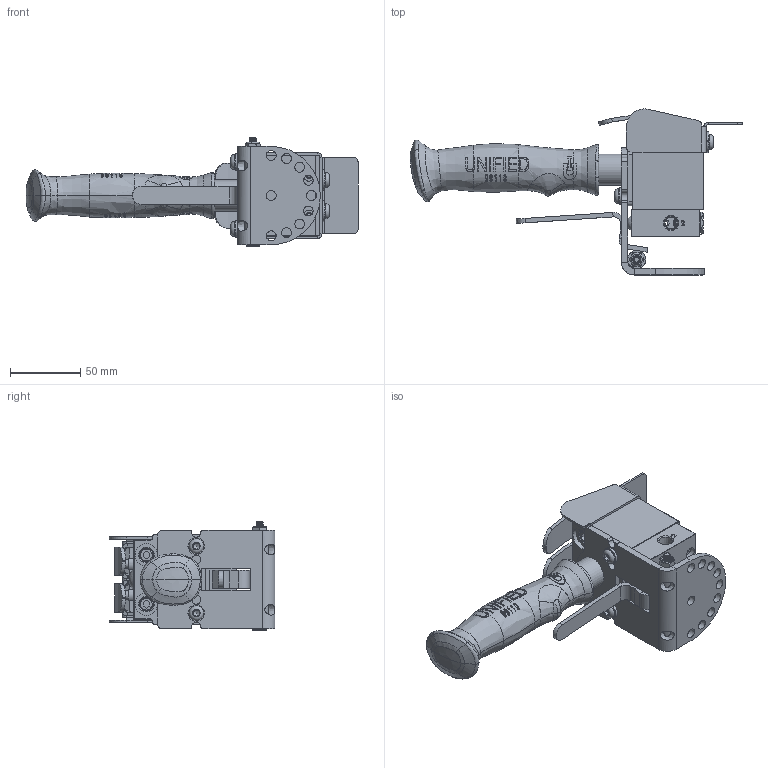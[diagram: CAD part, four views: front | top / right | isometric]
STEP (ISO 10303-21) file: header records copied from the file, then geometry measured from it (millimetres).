
FILE_DESCRIPTION(/* description */ (''),/* implementation_level */ '2;1');
FILE_NAME(/* name */ '79685.stp',/* time_stamp */ '2020-12-02T07:55:36-05:00',/* author */ ('mnhhw'),/* organization */ (''),/* preprocessor_version */ 'ST-DEVELOPER v17',/* originating_system */ 'Autodesk Inventor 2019',/* authorisation */ '');
FILE_SCHEMA (('AUTOMOTIVE_DESIGN { 1 0 10303 214 3 1 1 }'));
Products named in the file (1): 79685
Bounding box: 236.01 x 117.98 x 77.79 mm (x, y, z)
Volume: 203945.2 mm3; surface area: 128755 mm2
Topology: 27 solids, 38 shells, 1615 faces, 4343 edges, 2931 vertices
Faces by surface type: plane 936, bspline 336, cylinder 213, cone 112, torus 16, sphere 2
Full cylindrical faces by diameter (mm): 3.3 x4, 3.378 x1, 3.451 x6, 3.905 x1, 4.056 x4, 4.5 x4, 4.762 x3, 4.826 x9, 4.953 x4, 5 x4, 5.723 x1, 6 x4, 6.172 x2, 6.35 x11, 6.604 x3, 6.985 x10, 8 x4, 9.133 x3, 9.525 x1, 10.5 x4, 10.693 x1, 12.7 x4, 14.224 x2, 14.351 x2, 14.55 x1, 15.875 x3, 18.796 x2, 19.05 x2, 22.225 x1, 22.479 x1
Entity records: 96180 total; most frequent: CARTESIAN_POINT 57208, ORIENTED_EDGE 8504, DIRECTION 6915, EDGE_CURVE 4337, VERTEX_POINT 2931, AXIS2_PLACEMENT_3D 2425, LINE 2065, VECTOR 2065
